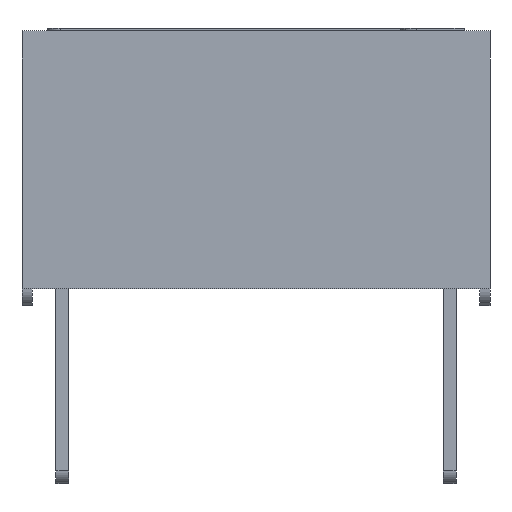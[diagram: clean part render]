
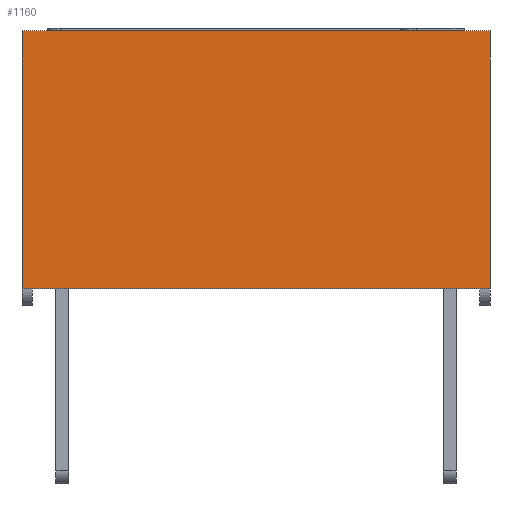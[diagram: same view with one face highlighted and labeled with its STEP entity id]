
A CAD part, front view. The second image highlights one B-rep face of the part: STEP entity #1160.
In plain terms, the highlighted planar face has unit normal (0, -1, 0).
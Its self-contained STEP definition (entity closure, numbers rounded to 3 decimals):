
#127 = VERTEX_POINT('',#128);
#128 = CARTESIAN_POINT('',(4.6,-7.1,5.4));
#134 = EDGE_CURVE('',#135,#127,#137,.T.);
#135 = VERTEX_POINT('',#136);
#136 = CARTESIAN_POINT('',(4.6,-7.1,0.33));
#137 = LINE('',#138,#139);
#138 = CARTESIAN_POINT('',(4.6,-7.1,0.));
#139 = VECTOR('',#140,1.);
#140 = DIRECTION('',(0.,0.,1.));
#184 = EDGE_CURVE('',#127,#185,#187,.T.);
#185 = VERTEX_POINT('',#186);
#186 = CARTESIAN_POINT('',(-4.6,-7.1,5.4));
#187 = LINE('',#188,#189);
#188 = CARTESIAN_POINT('',(4.6,-7.1,5.4));
#189 = VECTOR('',#190,1.);
#190 = DIRECTION('',(-1.,0.,0.));
#925 = VERTEX_POINT('',#926);
#926 = CARTESIAN_POINT('',(-4.6,-7.1,0.33));
#934 = EDGE_CURVE('',#925,#185,#935,.T.);
#935 = LINE('',#936,#937);
#936 = CARTESIAN_POINT('',(-4.6,-7.1,0.));
#937 = VECTOR('',#938,1.);
#938 = DIRECTION('',(0.,0.,1.));
#1160 = ADVANCED_FACE('',(#1161),#1172,.T.);
#1161 = FACE_BOUND('',#1162,.T.);
#1162 = EDGE_LOOP('',(#1163,#1169,#1170,#1171));
#1163 = ORIENTED_EDGE('',*,*,#1164,.F.);
#1164 = EDGE_CURVE('',#135,#925,#1165,.T.);
#1165 = LINE('',#1166,#1167);
#1166 = CARTESIAN_POINT('',(4.6,-7.1,0.33));
#1167 = VECTOR('',#1168,1.);
#1168 = DIRECTION('',(-1.,0.,0.));
#1169 = ORIENTED_EDGE('',*,*,#134,.T.);
#1170 = ORIENTED_EDGE('',*,*,#184,.T.);
#1171 = ORIENTED_EDGE('',*,*,#934,.F.);
#1172 = PLANE('',#1173);
#1173 = AXIS2_PLACEMENT_3D('',#1174,#1175,#1176);
#1174 = CARTESIAN_POINT('',(4.6,-7.1,0.));
#1175 = DIRECTION('',(0.,-1.,0.));
#1176 = DIRECTION('',(-1.,0.,0.));
